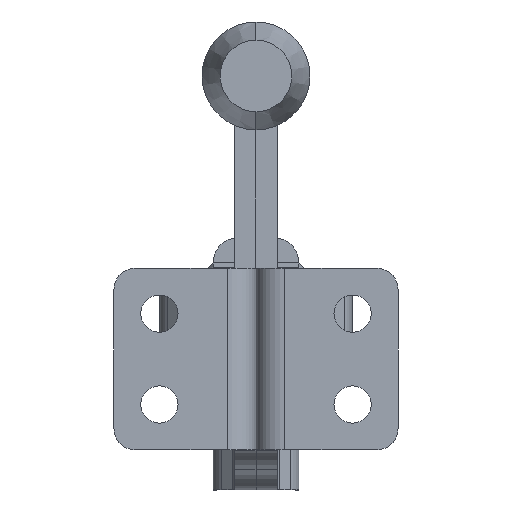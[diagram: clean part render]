
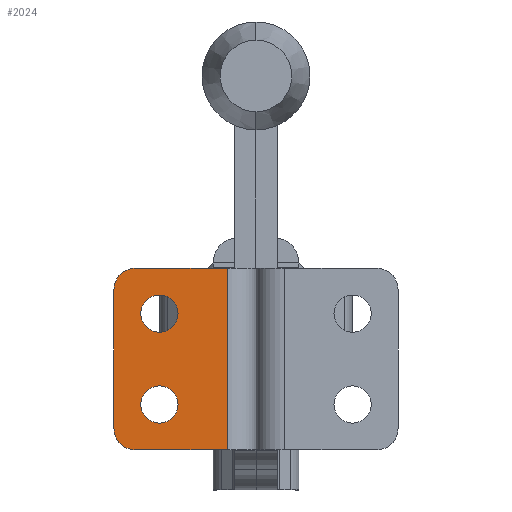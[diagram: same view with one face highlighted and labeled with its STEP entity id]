
A CAD part, front view. The second image highlights one B-rep face of the part: STEP entity #2024.
In plain terms, the highlighted planar face has unit normal (0, -1, 0).
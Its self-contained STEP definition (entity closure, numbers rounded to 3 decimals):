
#959 = EDGE_CURVE ( 'NONE', #19374, #19328, #17474, .T. ) ;
#962 = EDGE_CURVE ( 'NONE', #19403, #19353, #17475, .T. ) ;
#1064 = EDGE_CURVE ( 'NONE', #19599, #19632, #17644, .T. ) ;
#1066 = EDGE_CURVE ( 'NONE', #19600, #19599, #17647, .T. ) ;
#1070 = EDGE_CURVE ( 'NONE', #19632, #19592, #17655, .T. ) ;
#1072 = EDGE_CURVE ( 'NONE', #19353, #19403, #17659, .T. ) ;
#1073 = EDGE_CURVE ( 'NONE', #19328, #19374, #17661, .T. ) ;
#1074 = EDGE_CURVE ( 'NONE', #19635, #19600, #17662, .T. ) ;
#1075 = EDGE_CURVE ( 'NONE', #19636, #19635, #17663, .T. ) ;
#1076 = EDGE_CURVE ( 'NONE', #19592, #19636, #17653, .T. ) ;
#2024 = ADVANCED_FACE ( 'NONE', ( #15202, #15214, #15212 ), #6945, .F. ) ;
#6929 = DIRECTION ( 'NONE',  ( 0., 1., 0. ) ) ;
#6942 = CARTESIAN_POINT ( 'NONE',  ( -16.85, -3., 28. ) ) ;
#6945 = PLANE ( 'NONE',  #7721 ) ;
#6949 = DIRECTION ( 'NONE',  ( -1., 0., 0. ) ) ;
#7721 = AXIS2_PLACEMENT_3D ( 'NONE', #6942, #6929, #6949 ) ;
#11289 = CARTESIAN_POINT ( 'NONE',  ( -13.5, -3., 11.95 ) ) ;
#11290 = DIRECTION ( 'NONE',  ( 0., 1., 0. ) ) ;
#11291 = DIRECTION ( 'NONE',  ( -1., 0., 0. ) ) ;
#11298 = CARTESIAN_POINT ( 'NONE',  ( -13.5, -3., 24.65 ) ) ;
#11299 = DIRECTION ( 'NONE',  ( 0., 1., 0. ) ) ;
#11300 = DIRECTION ( 'NONE',  ( -1., 0., 0. ) ) ;
#11531 = DIRECTION ( 'NONE',  ( 0., 0., -1. ) ) ;
#11535 = CARTESIAN_POINT ( 'NONE',  ( -4., -3., 28. ) ) ;
#11543 = CARTESIAN_POINT ( 'NONE',  ( -16.85, -3., 31. ) ) ;
#11545 = DIRECTION ( 'NONE',  ( 1., 0., 0. ) ) ;
#11549 = CARTESIAN_POINT ( 'NONE',  ( -3., -3., 5.6 ) ) ;
#11550 = DIRECTION ( 'NONE',  ( -1., 0., 0. ) ) ;
#11553 = CARTESIAN_POINT ( 'NONE',  ( -13.5, -3., 24.65 ) ) ;
#11554 = DIRECTION ( 'NONE',  ( 0., 1., 0. ) ) ;
#11555 = DIRECTION ( 'NONE',  ( -1., 0., 0. ) ) ;
#11556 = CARTESIAN_POINT ( 'NONE',  ( -19.85, -3., 8.6 ) ) ;
#11557 = DIRECTION ( 'NONE',  ( 0., 0., 1. ) ) ;
#11558 = CARTESIAN_POINT ( 'NONE',  ( -13.5, -3., 11.95 ) ) ;
#11559 = DIRECTION ( 'NONE',  ( 0., 1., 0. ) ) ;
#11560 = DIRECTION ( 'NONE',  ( -1., 0., 0. ) ) ;
#11561 = CARTESIAN_POINT ( 'NONE',  ( -16.85, -3., 28. ) ) ;
#11562 = DIRECTION ( 'NONE',  ( 0., 1., 0. ) ) ;
#11563 = DIRECTION ( 'NONE',  ( -1., 0., 0. ) ) ;
#11564 = CARTESIAN_POINT ( 'NONE',  ( -16.85, -3., 8.6 ) ) ;
#11565 = DIRECTION ( 'NONE',  ( 0., 1., 0. ) ) ;
#11566 = DIRECTION ( 'NONE',  ( -1., 0., 0. ) ) ;
#15202 = FACE_BOUND ( 'NONE', #22245, .T. ) ;
#15212 = FACE_OUTER_BOUND ( 'NONE', #22270, .T. ) ;
#15214 = FACE_BOUND ( 'NONE', #22263, .T. ) ;
#15923 = CARTESIAN_POINT ( 'NONE',  ( -10.9, -3., 11.95 ) ) ;
#15952 = CARTESIAN_POINT ( 'NONE',  ( -10.9, -3., 24.65 ) ) ;
#16032 = CARTESIAN_POINT ( 'NONE',  ( -16.85, -3., 5.6 ) ) ;
#16039 = CARTESIAN_POINT ( 'NONE',  ( -4., -3., 31. ) ) ;
#16040 = CARTESIAN_POINT ( 'NONE',  ( -16.85, -3., 31. ) ) ;
#16072 = CARTESIAN_POINT ( 'NONE',  ( -4., -3., 5.6 ) ) ;
#16075 = CARTESIAN_POINT ( 'NONE',  ( -19.85, -3., 28. ) ) ;
#16076 = CARTESIAN_POINT ( 'NONE',  ( -19.85, -3., 8.6 ) ) ;
#17474 = CIRCLE ( 'NONE', #28440, 2.6 ) ;
#17475 = CIRCLE ( 'NONE', #28442, 2.6 ) ;
#17644 = LINE ( 'NONE', #11535, #17646 ) ;
#17646 = VECTOR ( 'NONE', #11531, 1000. ) ;
#17647 = LINE ( 'NONE', #11543, #17650 ) ;
#17650 = VECTOR ( 'NONE', #11545, 1000. ) ;
#17653 = CIRCLE ( 'NONE', #28484, 3. ) ;
#17655 = LINE ( 'NONE', #11549, #17658 ) ;
#17658 = VECTOR ( 'NONE', #11550, 1000. ) ;
#17659 = CIRCLE ( 'NONE', #28480, 2.6 ) ;
#17661 = CIRCLE ( 'NONE', #28482, 2.6 ) ;
#17662 = CIRCLE ( 'NONE', #28483, 3. ) ;
#17663 = LINE ( 'NONE', #11556, #17665 ) ;
#17665 = VECTOR ( 'NONE', #11557, 1000. ) ;
#19251 = ORIENTED_EDGE ( 'NONE', *, *, #1072, .T. ) ;
#19252 = ORIENTED_EDGE ( 'NONE', *, *, #962, .T. ) ;
#19253 = ORIENTED_EDGE ( 'NONE', *, *, #1073, .T. ) ;
#19254 = ORIENTED_EDGE ( 'NONE', *, *, #959, .T. ) ;
#19255 = ORIENTED_EDGE ( 'NONE', *, *, #1064, .F. ) ;
#19256 = ORIENTED_EDGE ( 'NONE', *, *, #1066, .F. ) ;
#19257 = ORIENTED_EDGE ( 'NONE', *, *, #1074, .F. ) ;
#19258 = ORIENTED_EDGE ( 'NONE', *, *, #1075, .F. ) ;
#19259 = ORIENTED_EDGE ( 'NONE', *, *, #1076, .F. ) ;
#19260 = ORIENTED_EDGE ( 'NONE', *, *, #1070, .F. ) ;
#19328 = VERTEX_POINT ( 'NONE', #28055 ) ;
#19353 = VERTEX_POINT ( 'NONE', #28080 ) ;
#19374 = VERTEX_POINT ( 'NONE', #15923 ) ;
#19403 = VERTEX_POINT ( 'NONE', #15952 ) ;
#19592 = VERTEX_POINT ( 'NONE', #16032 ) ;
#19599 = VERTEX_POINT ( 'NONE', #16039 ) ;
#19600 = VERTEX_POINT ( 'NONE', #16040 ) ;
#19632 = VERTEX_POINT ( 'NONE', #16072 ) ;
#19635 = VERTEX_POINT ( 'NONE', #16075 ) ;
#19636 = VERTEX_POINT ( 'NONE', #16076 ) ;
#22245 = EDGE_LOOP ( 'NONE', ( #19251, #19252 ) ) ;
#22263 = EDGE_LOOP ( 'NONE', ( #19253, #19254 ) ) ;
#22270 = EDGE_LOOP ( 'NONE', ( #19255, #19256, #19257, #19258, #19259, #19260 ) ) ;
#28055 = CARTESIAN_POINT ( 'NONE',  ( -16.1, -3., 11.95 ) ) ;
#28080 = CARTESIAN_POINT ( 'NONE',  ( -16.1, -3., 24.65 ) ) ;
#28440 = AXIS2_PLACEMENT_3D ( 'NONE', #11289, #11290, #11291 ) ;
#28442 = AXIS2_PLACEMENT_3D ( 'NONE', #11298, #11299, #11300 ) ;
#28480 = AXIS2_PLACEMENT_3D ( 'NONE', #11553, #11554, #11555 ) ;
#28482 = AXIS2_PLACEMENT_3D ( 'NONE', #11558, #11559, #11560 ) ;
#28483 = AXIS2_PLACEMENT_3D ( 'NONE', #11561, #11562, #11563 ) ;
#28484 = AXIS2_PLACEMENT_3D ( 'NONE', #11564, #11565, #11566 ) ;
